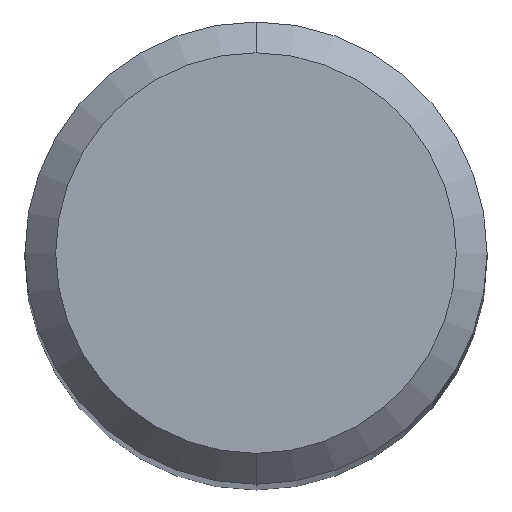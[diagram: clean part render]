
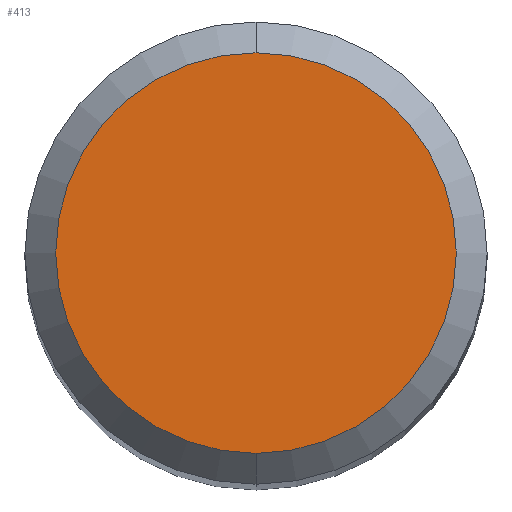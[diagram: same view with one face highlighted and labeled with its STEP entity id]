
A CAD part, top view. The second image highlights one B-rep face of the part: STEP entity #413.
In plain terms, the highlighted planar face has unit normal (0, 0, 1).
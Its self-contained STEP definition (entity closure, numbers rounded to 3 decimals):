
#387=EDGE_CURVE('',#609,#735,#955,.T.);
#413=ADVANCED_FACE('',(#985),#986,.T.);
#609=VERTEX_POINT('',#1196);
#735=VERTEX_POINT('',#1335);
#773=EDGE_CURVE('',#735,#609,#1375,.T.);
#955=CIRCLE('',#2013,2.6);
#985=FACE_OUTER_BOUND('',#2063,.T.);
#986=PLANE('',#2064);
#1196=CARTESIAN_POINT('',(0.,-2.6,0.0));
#1335=CARTESIAN_POINT('',(0.0,2.6,0.0));
#1375=CIRCLE('',#3722,2.6);
#2013=AXIS2_PLACEMENT_3D('',#4296,#4297,#4298);
#2063=EDGE_LOOP('',(#4336,#4337));
#2064=AXIS2_PLACEMENT_3D('',#4338,#4339,#4340);
#3722=AXIS2_PLACEMENT_3D('',#4759,#4760,#4761);
#4296=CARTESIAN_POINT('',(0.0,0.0,0.0));
#4297=DIRECTION('',(0.0,0.0,-1.0));
#4298=DIRECTION('',(0.0,1.0,0.0));
#4336=ORIENTED_EDGE('',*,*,#773,.F.);
#4337=ORIENTED_EDGE('',*,*,#387,.F.);
#4338=CARTESIAN_POINT('',(0.0,1.3,0.0));
#4339=DIRECTION('',(-0.0,0.0,1.0));
#4340=DIRECTION('',(0.0,-1.0,0.0));
#4759=CARTESIAN_POINT('',(0.0,0.0,0.0));
#4760=DIRECTION('',(0.0,0.0,-1.0));
#4761=DIRECTION('',(0.0,1.0,0.0));
